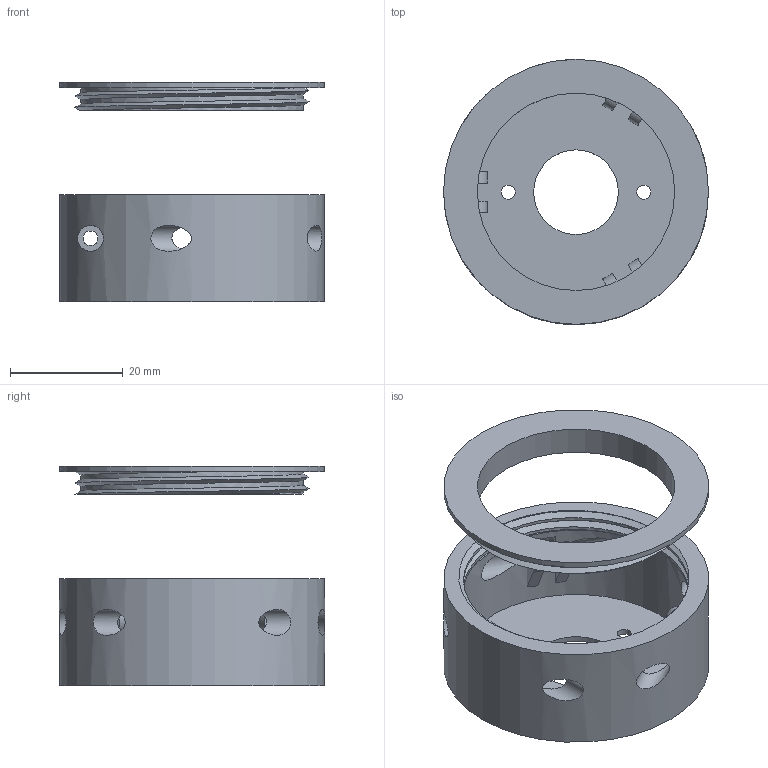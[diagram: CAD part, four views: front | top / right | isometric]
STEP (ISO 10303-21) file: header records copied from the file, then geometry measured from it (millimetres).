
FILE_DESCRIPTION(/* description */ (''),/* implementation_level */ '2;1');
FILE_NAME(/* name */ 'trackball_mount.step',/* time_stamp */ '2021-08-05T00:31:03+01:00',/* author */ (''),/* organization */ (''),/* preprocessor_version */ 'ST-DEVELOPER v18.1',/* originating_system */ 'Autodesk Translation Framework v10.9.0.1377',/* authorisation */ '');
FILE_SCHEMA (('AUTOMOTIVE_DESIGN { 1 0 10303 214 3 1 1 }'));
Length unit declared in the file: millimetre
Products named in the file (3): Trackball Mount; Top; Bottom (1)
Assembly tree (2 placements, depth 2):
  Trackball Mount
    Top
    Bottom (1)
Bounding box: 47 x 47 x 39 mm (x, y, z)
Volume: 10676.8 mm3; surface area: 12415.3 mm2
Topology: 2 solids, 2 shells, 80 faces, 212 edges, 141 vertices
Faces by surface type: plane 39, cylinder 37, bspline 4
Full cylindrical faces by diameter (mm): 2.5 x2, 2.6 x6, 4.6 x6, 15 x1, 35 x1, 39.529 x1, 40.023 x1, 41 x1, 42.257 x1, 47 x2
Entity records: 5084 total; most frequent: CARTESIAN_POINT 3015, ORIENTED_EDGE 424, DIRECTION 379, EDGE_CURVE 212, AXIS2_PLACEMENT_3D 149, VERTEX_POINT 141, EDGE_LOOP 117, LINE 81
